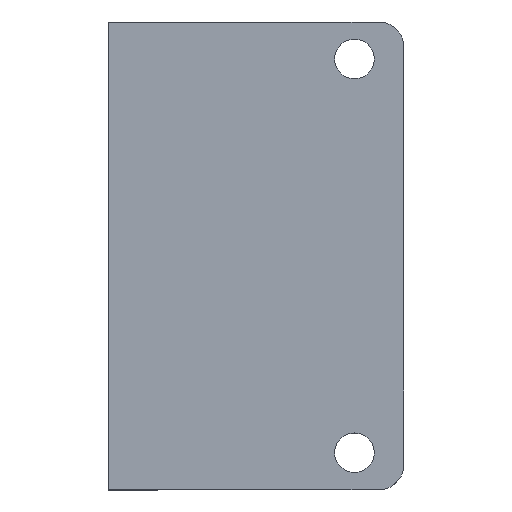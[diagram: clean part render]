
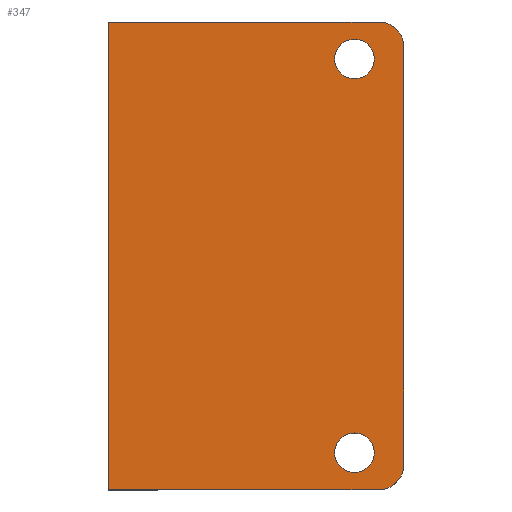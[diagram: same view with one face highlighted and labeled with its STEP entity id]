
A CAD part, top view. The second image highlights one B-rep face of the part: STEP entity #347.
In plain terms, the highlighted planar face has unit normal (0, 0, 1).
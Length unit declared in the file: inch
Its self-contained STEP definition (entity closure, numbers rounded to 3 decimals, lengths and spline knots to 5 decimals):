
#17=FACE_BOUND('',#51,.T.);
#18=FACE_BOUND('',#52,.T.);
#24=PLANE('',#388);
#33=FACE_OUTER_BOUND('',#50,.T.);
#50=EDGE_LOOP('',(#242,#243,#244,#245,#246,#247));
#51=EDGE_LOOP('',(#248));
#52=EDGE_LOOP('',(#249));
#73=LINE('',#538,#102);
#76=LINE('',#544,#105);
#77=LINE('',#546,#106);
#78=LINE('',#548,#107);
#102=VECTOR('',#433,0.3937);
#105=VECTOR('',#438,0.3937);
#106=VECTOR('',#439,0.3937);
#107=VECTOR('',#440,0.3937);
#130=CIRCLE('',#386,0.125);
#131=CIRCLE('',#389,0.125);
#132=CIRCLE('',#390,0.1005);
#133=CIRCLE('',#391,0.1005);
#151=VERTEX_POINT('',#531);
#152=VERTEX_POINT('',#533);
#153=VERTEX_POINT('',#537);
#155=VERTEX_POINT('',#543);
#156=VERTEX_POINT('',#545);
#157=VERTEX_POINT('',#547);
#158=VERTEX_POINT('',#550);
#159=VERTEX_POINT('',#552);
#185=EDGE_CURVE('',#151,#152,#130,.T.);
#187=EDGE_CURVE('',#153,#152,#73,.T.);
#190=EDGE_CURVE('',#155,#151,#76,.T.);
#191=EDGE_CURVE('',#156,#155,#77,.T.);
#192=EDGE_CURVE('',#156,#157,#78,.T.);
#193=EDGE_CURVE('',#153,#157,#131,.T.);
#194=EDGE_CURVE('',#158,#158,#132,.T.);
#195=EDGE_CURVE('',#159,#159,#133,.T.);
#242=ORIENTED_EDGE('',*,*,#185,.F.);
#243=ORIENTED_EDGE('',*,*,#190,.F.);
#244=ORIENTED_EDGE('',*,*,#191,.F.);
#245=ORIENTED_EDGE('',*,*,#192,.T.);
#246=ORIENTED_EDGE('',*,*,#193,.F.);
#247=ORIENTED_EDGE('',*,*,#187,.T.);
#248=ORIENTED_EDGE('',*,*,#194,.T.);
#249=ORIENTED_EDGE('',*,*,#195,.T.);
#347=ADVANCED_FACE('',(#33,#17,#18),#24,.T.);
#386=AXIS2_PLACEMENT_3D('',#534,#428,#429);
#388=AXIS2_PLACEMENT_3D('',#542,#436,#437);
#389=AXIS2_PLACEMENT_3D('',#549,#441,#442);
#390=AXIS2_PLACEMENT_3D('',#551,#443,#444);
#391=AXIS2_PLACEMENT_3D('',#553,#445,#446);
#428=DIRECTION('center_axis',(0.,0.,-1.));
#429=DIRECTION('ref_axis',(0.707,0.707,0.));
#433=DIRECTION('',(0.,1.,0.));
#436=DIRECTION('center_axis',(0.,0.,1.));
#437=DIRECTION('ref_axis',(1.,0.,0.));
#438=DIRECTION('',(1.,0.,0.));
#439=DIRECTION('',(0.,1.,0.));
#440=DIRECTION('',(1.,0.,0.));
#441=DIRECTION('center_axis',(0.,0.,-1.));
#442=DIRECTION('ref_axis',(0.707,-0.707,0.));
#443=DIRECTION('center_axis',(0.,0.,-1.));
#444=DIRECTION('ref_axis',(1.,0.,0.));
#445=DIRECTION('center_axis',(0.,0.,-1.));
#446=DIRECTION('ref_axis',(1.,0.,0.));
#531=CARTESIAN_POINT('',(-0.125,2.375,0.));
#533=CARTESIAN_POINT('',(0.,2.25,0.));
#534=CARTESIAN_POINT('Origin',(-0.125,2.25,0.));
#537=CARTESIAN_POINT('',(0.,0.125,0.));
#538=CARTESIAN_POINT('',(0.,0.,0.));
#542=CARTESIAN_POINT('Origin',(-1.5,0.,0.));
#543=CARTESIAN_POINT('',(-1.5,2.375,0.));
#544=CARTESIAN_POINT('',(-1.5,2.375,0.));
#545=CARTESIAN_POINT('',(-1.5,0.,0.));
#546=CARTESIAN_POINT('',(-1.5,0.,0.));
#547=CARTESIAN_POINT('',(-0.125,0.,0.));
#548=CARTESIAN_POINT('',(-1.5,0.,0.));
#549=CARTESIAN_POINT('Origin',(-0.125,0.125,0.));
#550=CARTESIAN_POINT('',(-0.3505,0.1875,0.));
#551=CARTESIAN_POINT('Origin',(-0.25,0.1875,0.));
#552=CARTESIAN_POINT('',(-0.3505,2.1875,0.));
#553=CARTESIAN_POINT('Origin',(-0.25,2.1875,0.));
